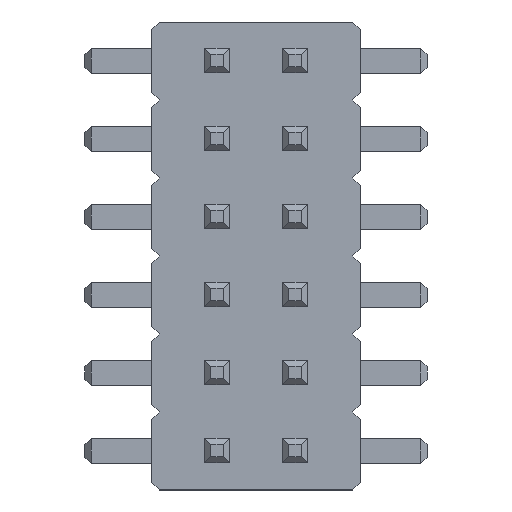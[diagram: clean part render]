
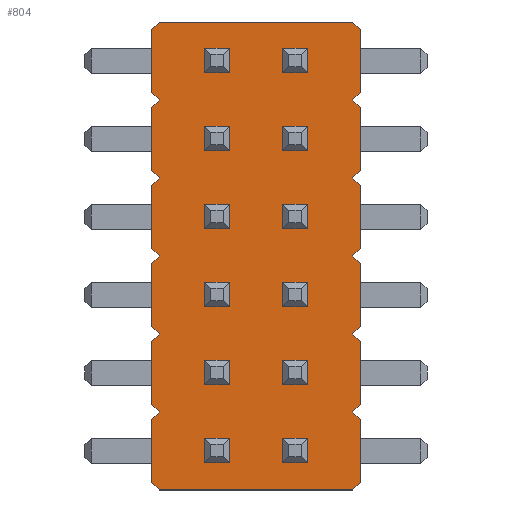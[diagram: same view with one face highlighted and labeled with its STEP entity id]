
A CAD part, top view. The second image highlights one B-rep face of the part: STEP entity #804.
In plain terms, the highlighted planar face has unit normal (0, 0, 1).
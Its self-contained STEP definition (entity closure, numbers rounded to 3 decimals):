
#24=VERTEX_POINT('',#25);
#25=CARTESIAN_POINT('',(-1.573,3.81,0.9));
#28=ORIENTED_EDGE('',*,*,#29,.T.);
#29=EDGE_CURVE('',#24,#30,#32,.T.);
#30=VERTEX_POINT('',#31);
#31=CARTESIAN_POINT('',(-1.7,3.683,0.9));
#32=LINE('',#25,#33);
#33=VECTOR('',#34,1.);
#34=DIRECTION('',(-0.707,-0.707,0.));
#45=DIRECTION('',(0.707,-0.707,0.));
#50=ORIENTED_EDGE('',*,*,#51,.T.);
#51=EDGE_CURVE('',#30,#52,#54,.T.);
#52=VERTEX_POINT('',#53);
#53=CARTESIAN_POINT('',(-1.7,2.667,0.9));
#54=LINE('',#31,#55);
#55=VECTOR('',#56,1.);
#56=DIRECTION('',(0.,-1.,0.));
#67=DIRECTION('',(1.,0.,0.));
#72=ORIENTED_EDGE('',*,*,#73,.T.);
#73=EDGE_CURVE('',#52,#74,#76,.T.);
#74=VERTEX_POINT('',#75);
#75=CARTESIAN_POINT('',(-1.573,2.54,0.9));
#76=LINE('',#53,#77);
#77=VECTOR('',#45,1.);
#88=DIRECTION('',(0.707,0.707,0.));
#93=ORIENTED_EDGE('',*,*,#94,.T.);
#94=EDGE_CURVE('',#74,#95,#97,.T.);
#95=VERTEX_POINT('',#96);
#96=CARTESIAN_POINT('',(-1.7,2.413,0.9));
#97=LINE('',#75,#33);
#112=ORIENTED_EDGE('',*,*,#113,.T.);
#113=EDGE_CURVE('',#95,#114,#116,.T.);
#114=VERTEX_POINT('',#115);
#115=CARTESIAN_POINT('',(-1.7,1.397,0.9));
#116=LINE('',#96,#55);
#131=ORIENTED_EDGE('',*,*,#132,.T.);
#132=EDGE_CURVE('',#114,#133,#135,.T.);
#133=VERTEX_POINT('',#134);
#134=CARTESIAN_POINT('',(-1.573,1.27,0.9));
#135=LINE('',#115,#77);
#150=ORIENTED_EDGE('',*,*,#151,.T.);
#151=EDGE_CURVE('',#133,#152,#154,.T.);
#152=VERTEX_POINT('',#153);
#153=CARTESIAN_POINT('',(-1.7,1.143,0.9));
#154=LINE('',#134,#33);
#169=ORIENTED_EDGE('',*,*,#170,.T.);
#170=EDGE_CURVE('',#152,#171,#173,.T.);
#171=VERTEX_POINT('',#172);
#172=CARTESIAN_POINT('',(-1.7,0.127,0.9));
#173=LINE('',#153,#55);
#188=ORIENTED_EDGE('',*,*,#189,.T.);
#189=EDGE_CURVE('',#171,#190,#192,.T.);
#190=VERTEX_POINT('',#191);
#191=CARTESIAN_POINT('',(-1.573,0.,0.9));
#192=LINE('',#172,#77);
#207=ORIENTED_EDGE('',*,*,#208,.T.);
#208=EDGE_CURVE('',#190,#209,#211,.T.);
#209=VERTEX_POINT('',#210);
#210=CARTESIAN_POINT('',(-1.7,-0.127,0.9));
#211=LINE('',#191,#33);
#226=ORIENTED_EDGE('',*,*,#227,.T.);
#227=EDGE_CURVE('',#209,#228,#230,.T.);
#228=VERTEX_POINT('',#229);
#229=CARTESIAN_POINT('',(-1.7,-1.143,0.9));
#230=LINE('',#210,#55);
#245=ORIENTED_EDGE('',*,*,#246,.T.);
#246=EDGE_CURVE('',#228,#247,#249,.T.);
#247=VERTEX_POINT('',#248);
#248=CARTESIAN_POINT('',(-1.573,-1.27,0.9));
#249=LINE('',#229,#77);
#264=ORIENTED_EDGE('',*,*,#265,.T.);
#265=EDGE_CURVE('',#247,#266,#268,.T.);
#266=VERTEX_POINT('',#267);
#267=CARTESIAN_POINT('',(-1.7,-1.397,0.9));
#268=LINE('',#248,#33);
#283=ORIENTED_EDGE('',*,*,#284,.T.);
#284=EDGE_CURVE('',#266,#285,#287,.T.);
#285=VERTEX_POINT('',#286);
#286=CARTESIAN_POINT('',(-1.7,-2.413,0.9));
#287=LINE('',#267,#55);
#302=ORIENTED_EDGE('',*,*,#303,.T.);
#303=EDGE_CURVE('',#285,#304,#306,.T.);
#304=VERTEX_POINT('',#305);
#305=CARTESIAN_POINT('',(-1.573,-2.54,0.9));
#306=LINE('',#286,#77);
#321=ORIENTED_EDGE('',*,*,#322,.T.);
#322=EDGE_CURVE('',#304,#323,#325,.T.);
#323=VERTEX_POINT('',#324);
#324=CARTESIAN_POINT('',(-1.7,-2.667,0.9));
#325=LINE('',#305,#33);
#340=ORIENTED_EDGE('',*,*,#341,.T.);
#341=EDGE_CURVE('',#323,#342,#344,.T.);
#342=VERTEX_POINT('',#343);
#343=CARTESIAN_POINT('',(-1.7,-3.683,0.9));
#344=LINE('',#324,#55);
#359=ORIENTED_EDGE('',*,*,#360,.T.);
#360=EDGE_CURVE('',#342,#361,#363,.T.);
#361=VERTEX_POINT('',#362);
#362=CARTESIAN_POINT('',(-1.573,-3.81,0.9));
#363=LINE('',#343,#77);
#378=ORIENTED_EDGE('',*,*,#379,.T.);
#379=EDGE_CURVE('',#361,#380,#382,.T.);
#380=VERTEX_POINT('',#381);
#381=CARTESIAN_POINT('',(1.573,-3.81,0.9));
#382=LINE('',#362,#383);
#383=VECTOR('',#67,1.);
#394=DIRECTION('',(0.,1.,0.));
#399=ORIENTED_EDGE('',*,*,#400,.T.);
#400=EDGE_CURVE('',#380,#401,#403,.T.);
#401=VERTEX_POINT('',#402);
#402=CARTESIAN_POINT('',(1.7,-3.683,0.9));
#403=LINE('',#381,#404);
#404=VECTOR('',#88,1.);
#415=DIRECTION('',(-0.707,0.707,0.));
#420=ORIENTED_EDGE('',*,*,#421,.T.);
#421=EDGE_CURVE('',#401,#422,#424,.T.);
#422=VERTEX_POINT('',#423);
#423=CARTESIAN_POINT('',(1.7,-2.667,0.9));
#424=LINE('',#402,#425);
#425=VECTOR('',#394,1.);
#441=ORIENTED_EDGE('',*,*,#442,.T.);
#442=EDGE_CURVE('',#422,#443,#445,.T.);
#443=VERTEX_POINT('',#444);
#444=CARTESIAN_POINT('',(1.573,-2.54,0.9));
#445=LINE('',#423,#446);
#446=VECTOR('',#415,1.);
#461=ORIENTED_EDGE('',*,*,#462,.T.);
#462=EDGE_CURVE('',#443,#463,#465,.T.);
#463=VERTEX_POINT('',#464);
#464=CARTESIAN_POINT('',(1.7,-2.413,0.9));
#465=LINE('',#444,#404);
#480=ORIENTED_EDGE('',*,*,#481,.T.);
#481=EDGE_CURVE('',#463,#482,#484,.T.);
#482=VERTEX_POINT('',#483);
#483=CARTESIAN_POINT('',(1.7,-1.397,0.9));
#484=LINE('',#464,#425);
#499=ORIENTED_EDGE('',*,*,#500,.T.);
#500=EDGE_CURVE('',#482,#501,#503,.T.);
#501=VERTEX_POINT('',#502);
#502=CARTESIAN_POINT('',(1.573,-1.27,0.9));
#503=LINE('',#483,#446);
#518=ORIENTED_EDGE('',*,*,#519,.T.);
#519=EDGE_CURVE('',#501,#520,#522,.T.);
#520=VERTEX_POINT('',#521);
#521=CARTESIAN_POINT('',(1.7,-1.143,0.9));
#522=LINE('',#502,#404);
#537=ORIENTED_EDGE('',*,*,#538,.T.);
#538=EDGE_CURVE('',#520,#539,#541,.T.);
#539=VERTEX_POINT('',#540);
#540=CARTESIAN_POINT('',(1.7,-0.127,0.9));
#541=LINE('',#521,#425);
#556=ORIENTED_EDGE('',*,*,#557,.T.);
#557=EDGE_CURVE('',#539,#558,#560,.T.);
#558=VERTEX_POINT('',#559);
#559=CARTESIAN_POINT('',(1.573,0.,0.9));
#560=LINE('',#540,#446);
#575=ORIENTED_EDGE('',*,*,#576,.T.);
#576=EDGE_CURVE('',#558,#577,#579,.T.);
#577=VERTEX_POINT('',#578);
#578=CARTESIAN_POINT('',(1.7,0.127,0.9));
#579=LINE('',#559,#404);
#594=ORIENTED_EDGE('',*,*,#595,.T.);
#595=EDGE_CURVE('',#577,#596,#598,.T.);
#596=VERTEX_POINT('',#597);
#597=CARTESIAN_POINT('',(1.7,1.143,0.9));
#598=LINE('',#578,#425);
#613=ORIENTED_EDGE('',*,*,#614,.T.);
#614=EDGE_CURVE('',#596,#615,#617,.T.);
#615=VERTEX_POINT('',#616);
#616=CARTESIAN_POINT('',(1.573,1.27,0.9));
#617=LINE('',#597,#446);
#632=ORIENTED_EDGE('',*,*,#633,.T.);
#633=EDGE_CURVE('',#615,#634,#636,.T.);
#634=VERTEX_POINT('',#635);
#635=CARTESIAN_POINT('',(1.7,1.397,0.9));
#636=LINE('',#616,#404);
#651=ORIENTED_EDGE('',*,*,#652,.T.);
#652=EDGE_CURVE('',#634,#653,#655,.T.);
#653=VERTEX_POINT('',#654);
#654=CARTESIAN_POINT('',(1.7,2.413,0.9));
#655=LINE('',#635,#425);
#670=ORIENTED_EDGE('',*,*,#671,.T.);
#671=EDGE_CURVE('',#653,#672,#674,.T.);
#672=VERTEX_POINT('',#673);
#673=CARTESIAN_POINT('',(1.573,2.54,0.9));
#674=LINE('',#654,#446);
#689=ORIENTED_EDGE('',*,*,#690,.T.);
#690=EDGE_CURVE('',#672,#691,#693,.T.);
#691=VERTEX_POINT('',#692);
#692=CARTESIAN_POINT('',(1.7,2.667,0.9));
#693=LINE('',#673,#404);
#708=ORIENTED_EDGE('',*,*,#709,.T.);
#709=EDGE_CURVE('',#691,#710,#712,.T.);
#710=VERTEX_POINT('',#711);
#711=CARTESIAN_POINT('',(1.7,3.683,0.9));
#712=LINE('',#692,#425);
#727=ORIENTED_EDGE('',*,*,#728,.T.);
#728=EDGE_CURVE('',#710,#729,#731,.T.);
#729=VERTEX_POINT('',#730);
#730=CARTESIAN_POINT('',(1.573,3.81,0.9));
#731=LINE('',#711,#446);
#746=ORIENTED_EDGE('',*,*,#747,.T.);
#747=EDGE_CURVE('',#729,#24,#748,.T.);
#748=LINE('',#730,#749);
#749=VECTOR('',#750,1.);
#750=DIRECTION('',(-1.,0.,0.));
#802=DIRECTION('',(0.,0.,1.));
#803=DIRECTION('',(1.,0.,0.));
#804=ADVANCED_FACE('',(#805),#807,.T.);
#805=FACE_BOUND('',#806,.T.);
#806=EDGE_LOOP('',(#28,#50,#72,#93,#112,#131,#150,#169,#188,#207,#226,#245,#264,#283,#302,#321,#340,#359,#378,#399,#420,#441,#461,#480,#499,#518,#537,#556,#575,#594,#613,#632,#651,#670,#689,#708,#727,#746));
#807=PLANE('',#808);
#808=AXIS2_PLACEMENT_3D('',#809,#802,#803);
#809=CARTESIAN_POINT('',(0.,0.,0.9));
